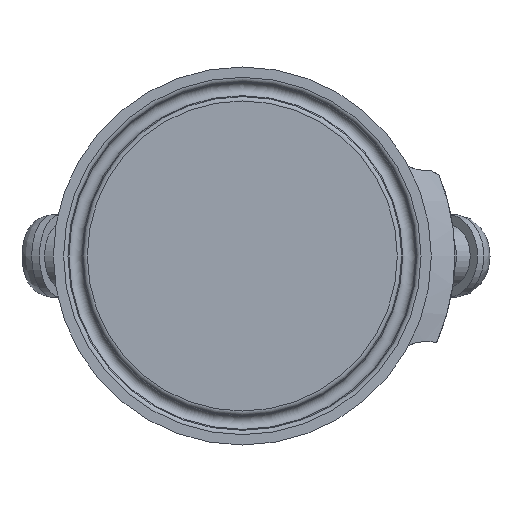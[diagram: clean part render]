
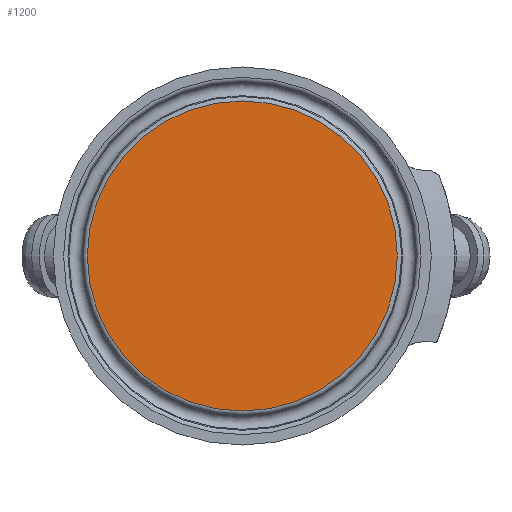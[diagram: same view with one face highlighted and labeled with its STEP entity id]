
A CAD part, front view. The second image highlights one B-rep face of the part: STEP entity #1200.
In plain terms, the highlighted planar face has unit normal (0, -1, 0).
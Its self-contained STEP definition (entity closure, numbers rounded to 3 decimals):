
#202=PLANE('',#1345);
#306=CIRCLE('',#1346,26.247);
#386=FACE_OUTER_BOUND('',#499,.T.);
#499=EDGE_LOOP('',(#986));
#666=VERTEX_POINT('',#2261);
#791=EDGE_CURVE('',#666,#666,#306,.T.);
#986=ORIENTED_EDGE('',*,*,#791,.F.);
#1200=ADVANCED_FACE('',(#386),#202,.T.);
#1345=AXIS2_PLACEMENT_3D('',#2260,#1631,#1632);
#1346=AXIS2_PLACEMENT_3D('',#2262,#1633,#1634);
#1631=DIRECTION('center_axis',(0.,-1.,0.));
#1632=DIRECTION('ref_axis',(0.,0.,-1.));
#1633=DIRECTION('center_axis',(0.,1.,0.));
#1634=DIRECTION('ref_axis',(-1.,0.,0.));
#2260=CARTESIAN_POINT('Origin',(5.,0.,0.));
#2261=CARTESIAN_POINT('',(26.247,0.,0.));
#2262=CARTESIAN_POINT('Origin',(0.,0.,0.));
